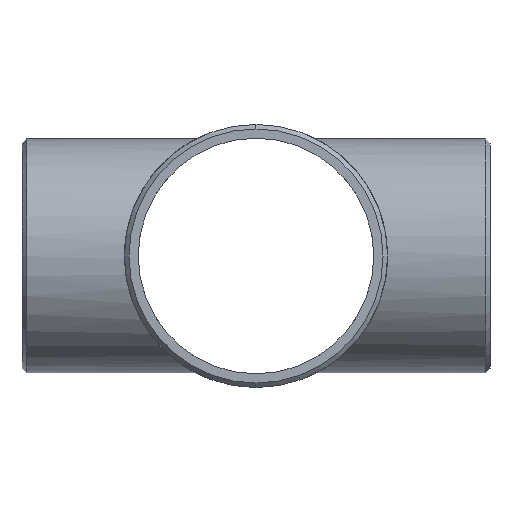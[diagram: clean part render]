
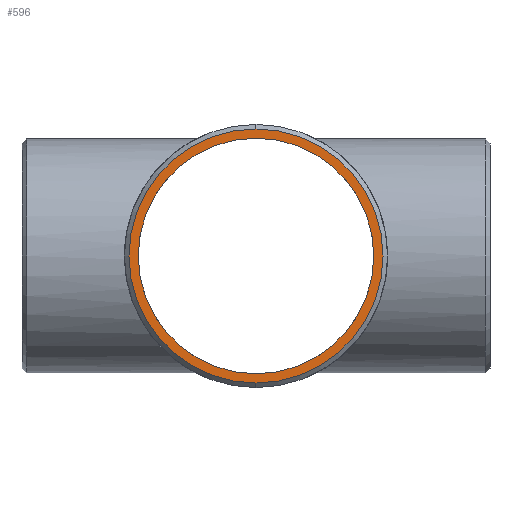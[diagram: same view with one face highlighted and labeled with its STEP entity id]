
A CAD part, left-side view. The second image highlights one B-rep face of the part: STEP entity #596.
In plain terms, the highlighted planar face has unit normal (-1, 0, 0).
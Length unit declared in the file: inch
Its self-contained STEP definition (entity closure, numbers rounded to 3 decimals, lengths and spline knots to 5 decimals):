
#17 = ORIENTED_EDGE ( 'NONE', *, *, #76, .T. ) ;
#23 = CIRCLE ( 'NONE', #65, 2.013 ) ;
#41 = CIRCLE ( 'NONE', #816, 2.171 ) ;
#49 = DIRECTION ( 'NONE',  ( 0., 0., -1. ) ) ;
#65 = AXIS2_PLACEMENT_3D ( 'NONE', #392, #828, #814 ) ;
#76 = EDGE_CURVE ( 'NONE', #1304, #943, #1121, .T. ) ;
#111 = AXIS2_PLACEMENT_3D ( 'NONE', #1144, #1021, #49 ) ;
#135 = ORIENTED_EDGE ( 'NONE', *, *, #380, .T. ) ;
#161 = FACE_OUTER_BOUND ( 'NONE', #1334, .T. ) ;
#169 = EDGE_LOOP ( 'NONE', ( #1398, #17 ) ) ;
#209 = DIRECTION ( 'NONE',  ( -1., 0., 0. ) ) ;
#304 = CARTESIAN_POINT ( 'NONE',  ( -4.12, 0., 2.171 ) ) ;
#340 = CIRCLE ( 'NONE', #1309, 2.171 ) ;
#361 = DIRECTION ( 'NONE',  ( 0., 0., 1. ) ) ;
#380 = EDGE_CURVE ( 'NONE', #401, #1285, #41, .T. ) ;
#392 = CARTESIAN_POINT ( 'NONE',  ( -4.12, 0., 0. ) ) ;
#401 = VERTEX_POINT ( 'NONE', #304 ) ;
#466 = DIRECTION ( 'NONE',  ( 1., 0., 0. ) ) ;
#496 = CARTESIAN_POINT ( 'NONE',  ( -4.12, 0., 0. ) ) ;
#499 = EDGE_CURVE ( 'NONE', #1285, #401, #340, .T. ) ;
#512 = CARTESIAN_POINT ( 'NONE',  ( -4.12, 0., -2.013 ) ) ;
#533 = ORIENTED_EDGE ( 'NONE', *, *, #499, .T. ) ;
#596 = ADVANCED_FACE ( 'NONE', ( #161, #597 ), #692, .T. ) ;
#597 = FACE_BOUND ( 'NONE', #169, .T. ) ;
#628 = CARTESIAN_POINT ( 'NONE',  ( -4.12, 0., -2.171 ) ) ;
#692 = PLANE ( 'NONE',  #111 ) ;
#729 = CARTESIAN_POINT ( 'NONE',  ( -4.12, 0., 0. ) ) ;
#814 = DIRECTION ( 'NONE',  ( 0., 0., 1. ) ) ;
#816 = AXIS2_PLACEMENT_3D ( 'NONE', #496, #1342, #1335 ) ;
#828 = DIRECTION ( 'NONE',  ( 1., 0., 0. ) ) ;
#908 = CARTESIAN_POINT ( 'NONE',  ( -4.12, 0., 2.013 ) ) ;
#943 = VERTEX_POINT ( 'NONE', #908 ) ;
#1021 = DIRECTION ( 'NONE',  ( -1., 0., 0. ) ) ;
#1049 = DIRECTION ( 'NONE',  ( 0., 0., 1. ) ) ;
#1102 = AXIS2_PLACEMENT_3D ( 'NONE', #1236, #466, #361 ) ;
#1121 = CIRCLE ( 'NONE', #1102, 2.013 ) ;
#1144 = CARTESIAN_POINT ( 'NONE',  ( -4.12, 0., 0. ) ) ;
#1181 = EDGE_CURVE ( 'NONE', #943, #1304, #23, .T. ) ;
#1236 = CARTESIAN_POINT ( 'NONE',  ( -4.12, 0., 0. ) ) ;
#1285 = VERTEX_POINT ( 'NONE', #628 ) ;
#1304 = VERTEX_POINT ( 'NONE', #512 ) ;
#1309 = AXIS2_PLACEMENT_3D ( 'NONE', #729, #209, #1049 ) ;
#1334 = EDGE_LOOP ( 'NONE', ( #533, #135 ) ) ;
#1335 = DIRECTION ( 'NONE',  ( 0., 0., 1. ) ) ;
#1342 = DIRECTION ( 'NONE',  ( -1., 0., 0. ) ) ;
#1398 = ORIENTED_EDGE ( 'NONE', *, *, #1181, .T. ) ;
